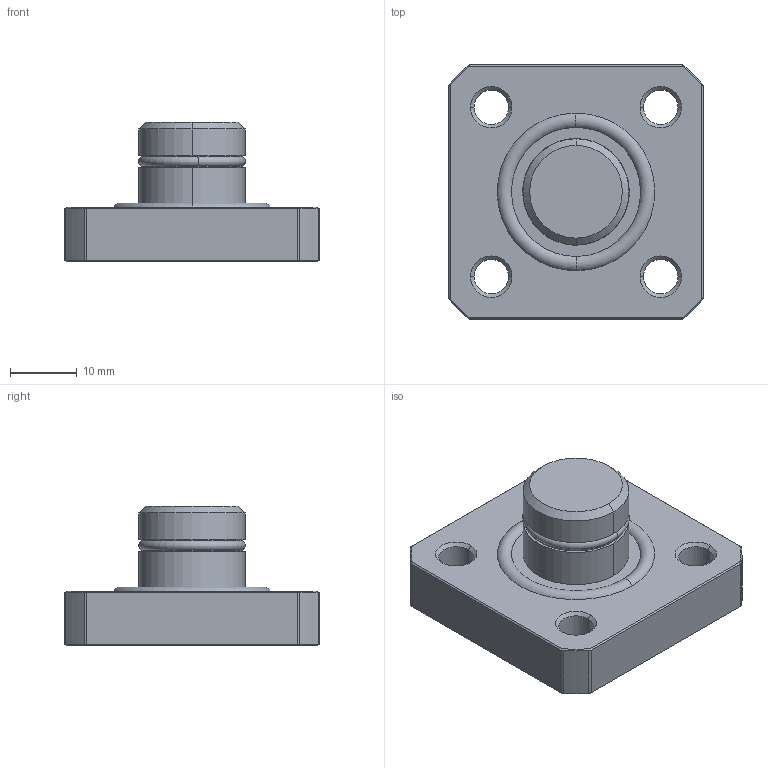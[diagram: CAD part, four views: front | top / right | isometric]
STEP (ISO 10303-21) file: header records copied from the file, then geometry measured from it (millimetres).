
FILE_DESCRIPTION (( 'STEP AP203' ), '1' );
FILE_NAME ('13020302-1500.STEP', '2023-10-04T05:31:30', ( '' ), ( '' ), 'SwSTEP 2.0', 'SolidWorks 2022', '' );
FILE_SCHEMA (( 'CONFIG_CONTROL_DESIGN' ));
Length unit declared in the file: millimetre
Products named in the file (1): 13020302-1500
Bounding box: 38.1 x 38.1 x 20.9 mm (x, y, z)
Volume: 13587.7 mm3; surface area: 5046.5 mm2
Topology: 1 solids, 1 shells, 92 faces, 208 edges, 122 vertices
Faces by surface type: cone 42, cylinder 28, plane 18, torus 4
Entity records: 2655 total; most frequent: DIRECTION 504, CARTESIAN_POINT 423, ORIENTED_EDGE 416, EDGE_CURVE 208, AXIS2_PLACEMENT_3D 203, VERTEX_POINT 122, CIRCLE 110, EDGE_LOOP 104
